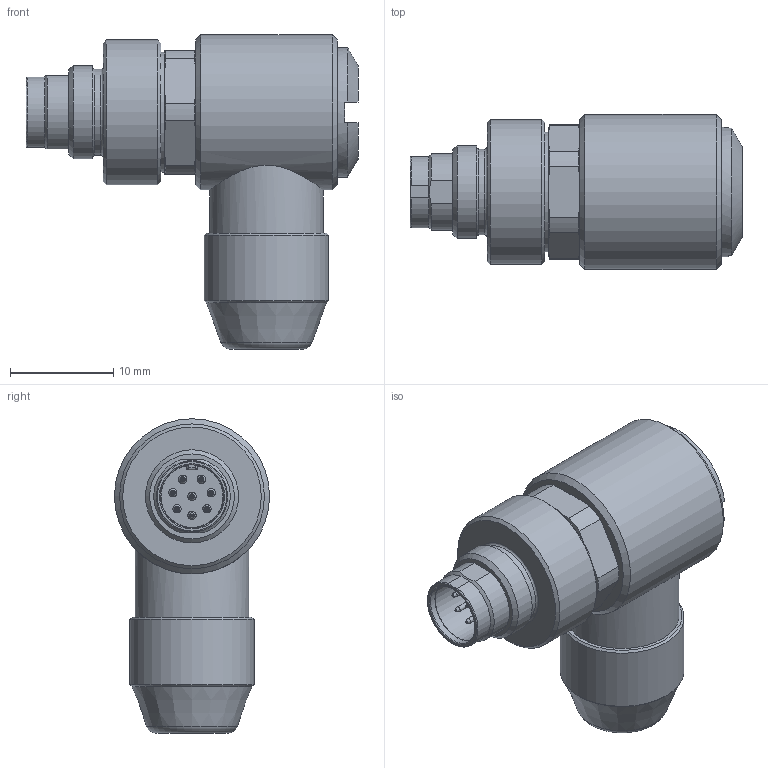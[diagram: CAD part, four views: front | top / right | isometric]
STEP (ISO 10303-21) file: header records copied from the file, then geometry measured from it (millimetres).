
FILE_DESCRIPTION(/* description */ (''),/* implementation_level */ '2;1');
FILE_NAME(/* name */ '99-0425-75-08_bg.stp',/* time_stamp */ '2009-09-11T10:23:11+02:00',/* author */ (''),/* organization */ (''),/* preprocessor_version */ 'ST-DEVELOPER v11',/* originating_system */ 'UGS - NX 5.0',/* authorisation */ '');
FILE_SCHEMA (('CONFIG_CONTROL_DESIGN'));
Length unit declared in the file: millimetre
Products named in the file (1): sgroB4BBsivy
Bounding box: 32.1 x 15 x 30.4 mm (x, y, z)
Volume: 5545.4 mm3; surface area: 2504.3 mm2
Topology: 1 solids, 1 shells, 139 faces, 307 edges, 186 vertices
Faces by surface type: plane 42, cylinder 42, cone 39, bspline 10, torus 6
Full cylindrical faces by diameter (mm): 0.5 x8, 0.8 x8, 5.2 x1, 6.1 x1, 8.3 x1, 9 x1, 11 x1, 11.6 x1, 12 x1, 12.5 x1, 14 x1, 15 x1
Entity records: 3697 total; most frequent: CARTESIAN_POINT 990, DIRECTION 571, ORIENTED_EDGE 430, AXIS2_PLACEMENT_3D 261, EDGE_LOOP 223, EDGE_CURVE 215, VERTEX_POINT 162, FACE_BOUND 160
